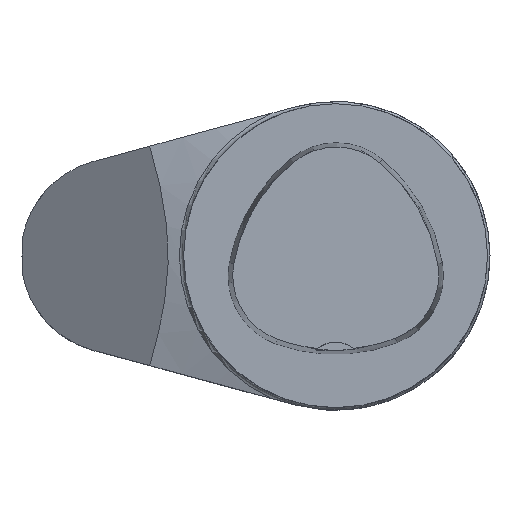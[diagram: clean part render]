
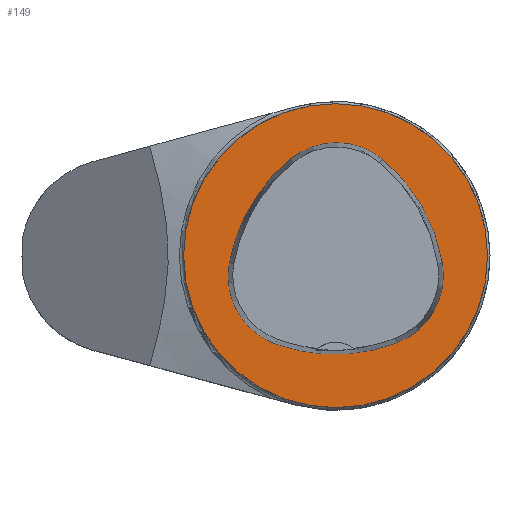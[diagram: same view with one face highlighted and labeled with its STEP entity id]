
A CAD part, top view. The second image highlights one B-rep face of the part: STEP entity #149.
In plain terms, the highlighted planar face has unit normal (0, 0, 1).
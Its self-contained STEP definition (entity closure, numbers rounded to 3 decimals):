
#44=FACE_BOUND('',#275,.T.);
#45=FACE_BOUND('',#276,.T.);
#149=ADVANCED_FACE('',(#44,#45),#192,.T.);
#192=PLANE('',#912);
#275=EDGE_LOOP('',(#516,#517,#518,#519,#520,#521));
#276=EDGE_LOOP('',(#522));
#516=ORIENTED_EDGE('',*,*,#745,.T.);
#517=ORIENTED_EDGE('',*,*,#725,.T.);
#518=ORIENTED_EDGE('',*,*,#729,.T.);
#519=ORIENTED_EDGE('',*,*,#732,.T.);
#520=ORIENTED_EDGE('',*,*,#735,.T.);
#521=ORIENTED_EDGE('',*,*,#743,.T.);
#522=ORIENTED_EDGE('',*,*,#716,.F.);
#632=VERTEX_POINT('',#1350);
#641=VERTEX_POINT('',#1369);
#642=VERTEX_POINT('',#1370);
#645=VERTEX_POINT('',#1378);
#647=VERTEX_POINT('',#1384);
#649=VERTEX_POINT('',#1390);
#656=VERTEX_POINT('',#1411);
#716=EDGE_CURVE('',#632,#632,#786,.T.);
#725=EDGE_CURVE('',#641,#642,#787,.T.);
#729=EDGE_CURVE('',#642,#645,#789,.T.);
#732=EDGE_CURVE('',#645,#647,#791,.T.);
#735=EDGE_CURVE('',#647,#649,#793,.T.);
#743=EDGE_CURVE('',#649,#656,#797,.T.);
#745=EDGE_CURVE('',#656,#641,#799,.T.);
#786=CIRCLE('',#884,31.5);
#787=CIRCLE('',#890,36.);
#789=CIRCLE('',#893,15.);
#791=CIRCLE('',#896,36.);
#793=CIRCLE('',#899,15.);
#797=CIRCLE('',#904,36.);
#799=CIRCLE('',#907,15.);
#884=AXIS2_PLACEMENT_3D('',#1349,#1050,#1051);
#890=AXIS2_PLACEMENT_3D('',#1368,#1066,#1067);
#893=AXIS2_PLACEMENT_3D('',#1377,#1074,#1075);
#896=AXIS2_PLACEMENT_3D('',#1383,#1081,#1082);
#899=AXIS2_PLACEMENT_3D('',#1389,#1088,#1089);
#904=AXIS2_PLACEMENT_3D('',#1412,#1100,#1101);
#907=AXIS2_PLACEMENT_3D('',#1415,#1106,#1107);
#912=AXIS2_PLACEMENT_3D('',#1420,#1116,#1117);
#1050=DIRECTION('',(0.,0.,-1.));
#1051=DIRECTION('',(-1.,0.,0.));
#1066=DIRECTION('',(0.,0.,-1.));
#1067=DIRECTION('',(-1.,0.,0.));
#1074=DIRECTION('',(0.,0.,-1.));
#1075=DIRECTION('',(-1.,0.,0.));
#1081=DIRECTION('',(0.,0.,-1.));
#1082=DIRECTION('',(-1.,0.,0.));
#1088=DIRECTION('',(0.,0.,-1.));
#1089=DIRECTION('',(-1.,0.,0.));
#1100=DIRECTION('',(0.,0.,-1.));
#1101=DIRECTION('',(-1.,0.,0.));
#1106=DIRECTION('',(0.,0.,-1.));
#1107=DIRECTION('',(-1.,0.,0.));
#1116=DIRECTION('',(0.,0.,1.));
#1117=DIRECTION('',(1.,0.,0.));
#1349=CARTESIAN_POINT('',(0.,0.,0.));
#1350=CARTESIAN_POINT('',(-31.5,0.,0.));
#1368=CARTESIAN_POINT('',(13.398,-7.893,0.));
#1369=CARTESIAN_POINT('',(-22.041,-1.562,0.));
#1370=CARTESIAN_POINT('',(-9.317,20.036,0.));
#1377=CARTESIAN_POINT('',(0.148,8.399,0.));
#1378=CARTESIAN_POINT('',(9.779,19.898,0.));
#1383=CARTESIAN_POINT('',(-13.337,-7.7,0.));
#1384=CARTESIAN_POINT('',(22.122,-1.48,0.));
#1389=CARTESIAN_POINT('',(7.347,-4.071,0.));
#1390=CARTESIAN_POINT('',(12.693,-18.087,0.));
#1411=CARTESIAN_POINT('',(-12.373,-18.307,0.));
#1412=CARTESIAN_POINT('',(-0.137,15.55,0.));
#1415=CARTESIAN_POINT('',(-7.275,-4.2,0.));
#1420=CARTESIAN_POINT('',(0.,0.,0.));
